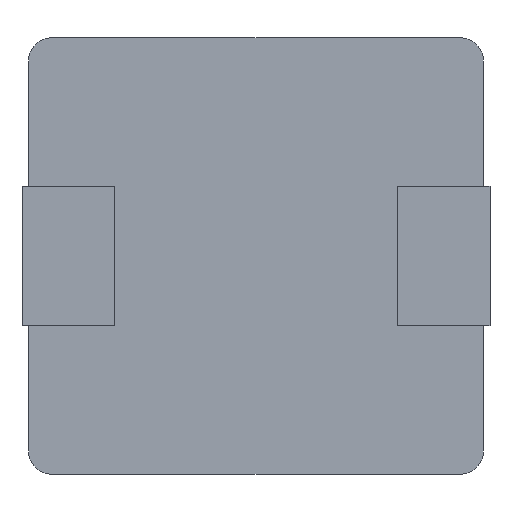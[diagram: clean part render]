
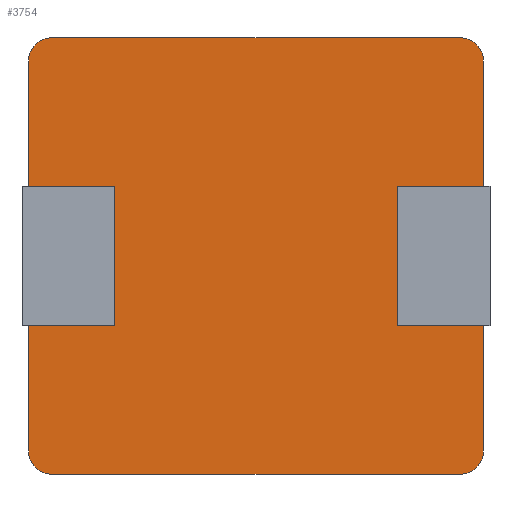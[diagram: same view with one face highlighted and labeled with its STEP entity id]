
A CAD part, front view. The second image highlights one B-rep face of the part: STEP entity #3754.
In plain terms, the highlighted planar face has unit normal (0, -1, 0).
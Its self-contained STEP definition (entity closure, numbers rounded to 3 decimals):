
#144 = AXIS2_PLACEMENT_3D ( 'NONE', #2602, #5213, #6881 ) ;
#195 = CARTESIAN_POINT ( 'NONE',  ( 2.45, 0., 2.1 ) ) ;
#213 = CARTESIAN_POINT ( 'NONE',  ( 2.45, 0., -2.1 ) ) ;
#237 = DIRECTION ( 'NONE',  ( 0., 0., 1. ) ) ;
#467 = VERTEX_POINT ( 'NONE', #195 ) ;
#492 = CARTESIAN_POINT ( 'NONE',  ( 1.52, 0., -0.75 ) ) ;
#606 = VERTEX_POINT ( 'NONE', #8505 ) ;
#666 = DIRECTION ( 'NONE',  ( 1., 0., 0. ) ) ;
#739 = EDGE_CURVE ( 'NONE', #467, #4233, #3570, .T. ) ;
#782 = LINE ( 'NONE', #4546, #10797 ) ;
#820 = VERTEX_POINT ( 'NONE', #492 ) ;
#1178 = CARTESIAN_POINT ( 'NONE',  ( 1.52, 0., 0.75 ) ) ;
#1359 = ORIENTED_EDGE ( 'NONE', *, *, #8144, .T. ) ;
#1377 = VERTEX_POINT ( 'NONE', #7589 ) ;
#1436 = CARTESIAN_POINT ( 'NONE',  ( 1.52, 0., 0.75 ) ) ;
#1513 = CARTESIAN_POINT ( 'NONE',  ( -1.52, 0., 0.75 ) ) ;
#1653 = ORIENTED_EDGE ( 'NONE', *, *, #2832, .F. ) ;
#1655 = VECTOR ( 'NONE', #237, 1000. ) ;
#1715 = AXIS2_PLACEMENT_3D ( 'NONE', #9843, #2194, #10637 ) ;
#1798 = EDGE_CURVE ( 'NONE', #820, #4915, #1921, .T. ) ;
#1808 = DIRECTION ( 'NONE',  ( 0., 0., -1. ) ) ;
#1853 = CARTESIAN_POINT ( 'NONE',  ( 2.45, 0., -2.35 ) ) ;
#1921 = LINE ( 'NONE', #8225, #6026 ) ;
#1961 = VERTEX_POINT ( 'NONE', #9733 ) ;
#2030 = VECTOR ( 'NONE', #5313, 1000. ) ;
#2093 = ORIENTED_EDGE ( 'NONE', *, *, #3053, .F. ) ;
#2161 = VERTEX_POINT ( 'NONE', #8116 ) ;
#2194 = DIRECTION ( 'NONE',  ( 0., -1., 0. ) ) ;
#2246 = DIRECTION ( 'NONE',  ( 0., 0., -1. ) ) ;
#2266 = DIRECTION ( 'NONE',  ( 0., 0., -1. ) ) ;
#2395 = EDGE_CURVE ( 'NONE', #4915, #2550, #8702, .T. ) ;
#2495 = CARTESIAN_POINT ( 'NONE',  ( -2.2, 0., 2.1 ) ) ;
#2501 = ORIENTED_EDGE ( 'NONE', *, *, #6955, .T. ) ;
#2528 = DIRECTION ( 'NONE',  ( 0., 0., 1. ) ) ;
#2550 = VERTEX_POINT ( 'NONE', #213 ) ;
#2602 = CARTESIAN_POINT ( 'NONE',  ( 2.2, 0., -2.1 ) ) ;
#2748 = ORIENTED_EDGE ( 'NONE', *, *, #739, .F. ) ;
#2832 = EDGE_CURVE ( 'NONE', #8502, #5182, #782, .T. ) ;
#2838 = LINE ( 'NONE', #7127, #1655 ) ;
#3045 = CARTESIAN_POINT ( 'NONE',  ( 2.45, 0., 0.75 ) ) ;
#3053 = EDGE_CURVE ( 'NONE', #606, #5859, #2838, .T. ) ;
#3063 = CARTESIAN_POINT ( 'NONE',  ( -2.45, 0., 2.35 ) ) ;
#3370 = CIRCLE ( 'NONE', #1715, 0.25 ) ;
#3570 = LINE ( 'NONE', #1853, #9904 ) ;
#3688 = DIRECTION ( 'NONE',  ( 0., 1., 0. ) ) ;
#3754 = ADVANCED_FACE ( 'NONE', ( #5586 ), #10405, .F. ) ;
#3852 = CARTESIAN_POINT ( 'NONE',  ( 2.45, 0., -2.35 ) ) ;
#4117 = VECTOR ( 'NONE', #8837, 1000. ) ;
#4233 = VERTEX_POINT ( 'NONE', #3045 ) ;
#4298 = CARTESIAN_POINT ( 'NONE',  ( -2.45, 0., -2.35 ) ) ;
#4310 = CIRCLE ( 'NONE', #144, 0.25 ) ;
#4317 = CARTESIAN_POINT ( 'NONE',  ( 2.2, 0., -2.35 ) ) ;
#4360 = EDGE_CURVE ( 'NONE', #606, #10729, #3370, .T. ) ;
#4461 = EDGE_CURVE ( 'NONE', #10356, #2161, #8786, .T. ) ;
#4546 = CARTESIAN_POINT ( 'NONE',  ( -1.52, 0., 0.75 ) ) ;
#4547 = DIRECTION ( 'NONE',  ( 0., 0., 1. ) ) ;
#4647 = EDGE_CURVE ( 'NONE', #5182, #2161, #6566, .T. ) ;
#4671 = CARTESIAN_POINT ( 'NONE',  ( 0., 0., 0. ) ) ;
#4771 = LINE ( 'NONE', #4854, #8461 ) ;
#4819 = LINE ( 'NONE', #3063, #5871 ) ;
#4854 = CARTESIAN_POINT ( 'NONE',  ( 1.52, 0., 0.75 ) ) ;
#4915 = VERTEX_POINT ( 'NONE', #5261 ) ;
#4918 = VECTOR ( 'NONE', #8687, 1000. ) ;
#4990 = ORIENTED_EDGE ( 'NONE', *, *, #8417, .T. ) ;
#5182 = VERTEX_POINT ( 'NONE', #10410 ) ;
#5213 = DIRECTION ( 'NONE',  ( 0., -1., 0. ) ) ;
#5261 = CARTESIAN_POINT ( 'NONE',  ( 2.45, 0., -0.75 ) ) ;
#5313 = DIRECTION ( 'NONE',  ( 0., 0., 1. ) ) ;
#5314 = LINE ( 'NONE', #1513, #7200 ) ;
#5317 = ORIENTED_EDGE ( 'NONE', *, *, #8503, .F. ) ;
#5586 = FACE_OUTER_BOUND ( 'NONE', #9641, .T. ) ;
#5607 = DIRECTION ( 'NONE',  ( 1., 0., 0. ) ) ;
#5859 = VERTEX_POINT ( 'NONE', #10033 ) ;
#5871 = VECTOR ( 'NONE', #8082, 1000. ) ;
#6026 = VECTOR ( 'NONE', #5607, 1000. ) ;
#6341 = DIRECTION ( 'NONE',  ( 0., 0., -1. ) ) ;
#6530 = LINE ( 'NONE', #10332, #4918 ) ;
#6566 = LINE ( 'NONE', #4298, #2030 ) ;
#6806 = ORIENTED_EDGE ( 'NONE', *, *, #7198, .F. ) ;
#6881 = DIRECTION ( 'NONE',  ( 0., 0., 1. ) ) ;
#6955 = EDGE_CURVE ( 'NONE', #7034, #2550, #4310, .T. ) ;
#7034 = VERTEX_POINT ( 'NONE', #4317 ) ;
#7127 = CARTESIAN_POINT ( 'NONE',  ( -2.45, 0., -2.35 ) ) ;
#7198 = EDGE_CURVE ( 'NONE', #10356, #1961, #4819, .T. ) ;
#7200 = VECTOR ( 'NONE', #6341, 1000. ) ;
#7246 = CARTESIAN_POINT ( 'NONE',  ( -1.52, 0., -0.75 ) ) ;
#7429 = CARTESIAN_POINT ( 'NONE',  ( -1.52, 0., 0.75 ) ) ;
#7440 = VECTOR ( 'NONE', #2246, 1000. ) ;
#7514 = LINE ( 'NONE', #1436, #10219 ) ;
#7589 = CARTESIAN_POINT ( 'NONE',  ( -1.52, 0., -0.75 ) ) ;
#7699 = CARTESIAN_POINT ( 'NONE',  ( -2.2, 0., -2.35 ) ) ;
#7883 = EDGE_CURVE ( 'NONE', #7034, #10729, #6530, .T. ) ;
#7948 = VERTEX_POINT ( 'NONE', #1178 ) ;
#8012 = AXIS2_PLACEMENT_3D ( 'NONE', #4671, #3688, #4547 ) ;
#8025 = CARTESIAN_POINT ( 'NONE',  ( -2.2, 0., 2.35 ) ) ;
#8082 = DIRECTION ( 'NONE',  ( 1., 0., 0. ) ) ;
#8116 = CARTESIAN_POINT ( 'NONE',  ( -2.45, 0., 2.1 ) ) ;
#8144 = EDGE_CURVE ( 'NONE', #7948, #4233, #4771, .T. ) ;
#8225 = CARTESIAN_POINT ( 'NONE',  ( 1.52, 0., -0.75 ) ) ;
#8359 = CIRCLE ( 'NONE', #9307, 0.25 ) ;
#8369 = ORIENTED_EDGE ( 'NONE', *, *, #4461, .T. ) ;
#8417 = EDGE_CURVE ( 'NONE', #1377, #5859, #8602, .T. ) ;
#8423 = EDGE_CURVE ( 'NONE', #8502, #1377, #5314, .T. ) ;
#8460 = ORIENTED_EDGE ( 'NONE', *, *, #8907, .T. ) ;
#8461 = VECTOR ( 'NONE', #666, 1000. ) ;
#8502 = VERTEX_POINT ( 'NONE', #7429 ) ;
#8503 = EDGE_CURVE ( 'NONE', #7948, #820, #7514, .T. ) ;
#8505 = CARTESIAN_POINT ( 'NONE',  ( -2.45, 0., -2.1 ) ) ;
#8602 = LINE ( 'NONE', #7246, #4117 ) ;
#8604 = ORIENTED_EDGE ( 'NONE', *, *, #8423, .T. ) ;
#8687 = DIRECTION ( 'NONE',  ( -1., 0., 0. ) ) ;
#8702 = LINE ( 'NONE', #3852, #7440 ) ;
#8786 = CIRCLE ( 'NONE', #8853, 0.25 ) ;
#8837 = DIRECTION ( 'NONE',  ( -1., 0., 0. ) ) ;
#8853 = AXIS2_PLACEMENT_3D ( 'NONE', #2495, #10090, #2528 ) ;
#8907 = EDGE_CURVE ( 'NONE', #467, #1961, #8359, .T. ) ;
#8981 = ORIENTED_EDGE ( 'NONE', *, *, #2395, .F. ) ;
#9284 = ORIENTED_EDGE ( 'NONE', *, *, #7883, .F. ) ;
#9307 = AXIS2_PLACEMENT_3D ( 'NONE', #9923, #9892, #10760 ) ;
#9535 = ORIENTED_EDGE ( 'NONE', *, *, #4647, .F. ) ;
#9641 = EDGE_LOOP ( 'NONE', ( #9284, #2501, #8981, #10185, #5317, #1359, #2748, #8460, #6806, #8369, #9535, #1653, #8604, #4990, #2093, #10512 ) ) ;
#9733 = CARTESIAN_POINT ( 'NONE',  ( 2.2, 0., 2.35 ) ) ;
#9843 = CARTESIAN_POINT ( 'NONE',  ( -2.2, 0., -2.1 ) ) ;
#9892 = DIRECTION ( 'NONE',  ( 0., -1., 0. ) ) ;
#9904 = VECTOR ( 'NONE', #1808, 1000. ) ;
#9923 = CARTESIAN_POINT ( 'NONE',  ( 2.2, 0., 2.1 ) ) ;
#10033 = CARTESIAN_POINT ( 'NONE',  ( -2.45, 0., -0.75 ) ) ;
#10090 = DIRECTION ( 'NONE',  ( 0., -1., 0. ) ) ;
#10185 = ORIENTED_EDGE ( 'NONE', *, *, #1798, .F. ) ;
#10219 = VECTOR ( 'NONE', #2266, 1000. ) ;
#10332 = CARTESIAN_POINT ( 'NONE',  ( -2.45, 0., -2.35 ) ) ;
#10356 = VERTEX_POINT ( 'NONE', #8025 ) ;
#10363 = DIRECTION ( 'NONE',  ( -1., 0., 0. ) ) ;
#10405 = PLANE ( 'NONE',  #8012 ) ;
#10410 = CARTESIAN_POINT ( 'NONE',  ( -2.45, 0., 0.75 ) ) ;
#10512 = ORIENTED_EDGE ( 'NONE', *, *, #4360, .T. ) ;
#10637 = DIRECTION ( 'NONE',  ( 0., 0., 1. ) ) ;
#10729 = VERTEX_POINT ( 'NONE', #7699 ) ;
#10760 = DIRECTION ( 'NONE',  ( 0., 0., 1. ) ) ;
#10797 = VECTOR ( 'NONE', #10363, 1000. ) ;
